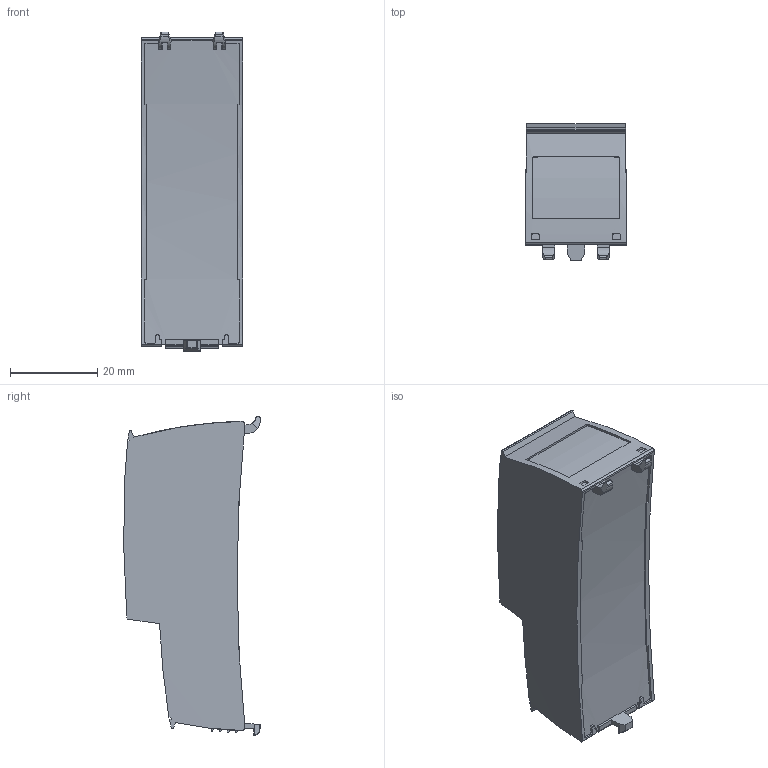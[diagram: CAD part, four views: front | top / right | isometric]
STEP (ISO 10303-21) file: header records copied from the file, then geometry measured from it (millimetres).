
FILE_DESCRIPTION (( 'STEP AP214' ), '1' );
FILE_NAME ('4511_main_assy.STEP', '2020-03-26T13:54:53', ( '' ), ( '' ), 'SwSTEP 2.0', 'SolidWorks 2020', '' );
FILE_SCHEMA (( 'AUTOMOTIVE_DESIGN' ));
Length unit declared in the file: millimetre
Products named in the file (1): 4511_main_assy
Bounding box: 23.3 x 31.29 x 73.36 mm (x, y, z)
Volume: 35892.8 mm3; surface area: 7978.4 mm2
Topology: 1 solids, 1 shells, 206 faces, 586 edges, 383 vertices
Faces by surface type: cylinder 106, plane 79, sphere 9, bspline 8, torus 2, cone 2
Entity records: 9734 total; most frequent: CARTESIAN_POINT 2832, ORIENTED_EDGE 1168, DIRECTION 725, EDGE_CURVE 584, VERTEX_POINT 383, B_SPLINE_CURVE_WITH_KNOTS 286, AXIS2_PLACEMENT_3D 252, LINE 221
